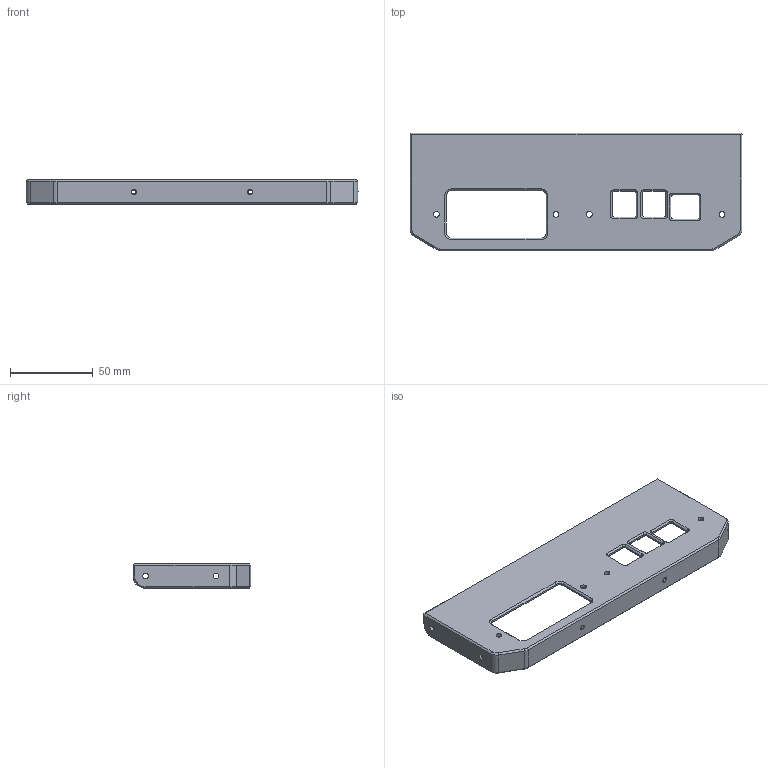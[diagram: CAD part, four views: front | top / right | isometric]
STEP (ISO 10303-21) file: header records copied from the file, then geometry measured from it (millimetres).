
FILE_DESCRIPTION((''),'2;1');
FILE_NAME('BACKPANEL','2021-01-21T20:22:56',('Markus'),(''),'CREO PARAMETRIC BY PTC INC, 2020053','CREO PARAMETRIC BY PTC INC, 2020053','');
FILE_SCHEMA(('CONFIG_CONTROL_DESIGN'));
Length unit declared in the file: millimetre
Products named in the file (1): BACKPANEL
Bounding box: 200 x 71 x 15 mm (x, y, z)
Volume: 43885.9 mm3; surface area: 33205.3 mm2
Topology: 1 solids, 3 shells, 172 faces, 449 edges, 282 vertices
Faces by surface type: plane 85, cylinder 61, cone 26
Entity records: 5342 total; most frequent: DIRECTION 943, CARTESIAN_POINT 904, ORIENTED_EDGE 890, EDGE_CURVE 449, AXIS2_PLACEMENT_3D 321, VECTOR 301, LINE 301, VERTEX_POINT 282
